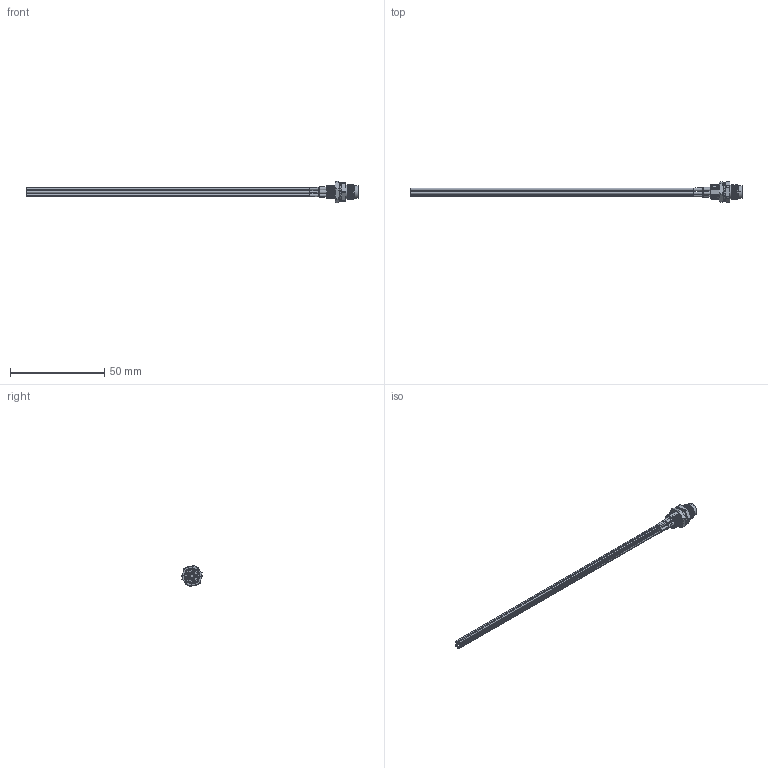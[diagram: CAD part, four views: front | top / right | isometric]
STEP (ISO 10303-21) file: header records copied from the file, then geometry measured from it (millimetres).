
FILE_DESCRIPTION (( 'STEP AP203' ), '1' );
FILE_NAME ('10-05396_revA.STEP', '2024-09-10T18:19:51', ( '' ), ( '' ), 'SwSTEP 2.0', 'SolidWorks 2021', '' );
FILE_SCHEMA (( 'CONFIG_CONTROL_DESIGN' ));
Length unit declared in the file: millimetre
Products named in the file (13): 54-00318-04___; 54-00318-01___; 54-00318; 30-01770_blunt cut; 54-00318-06___; Heat shrink; 10-05396_revA; 54-00318-05___; 30-01771_blunt cut; 30-01766_blunt cut; 54-00318-03___; 30-01763_blunt cut; 30-01764_blunt cut
Assembly tree (20 placements, depth 3):
  10-05396_revA
    54-00318
      54-00318-01___
      54-00318-06___
      54-00318-03___  x5
      54-00318-04___
      54-00318-05___
    30-01771_blunt cut
    Heat shrink  x5
    30-01764_blunt cut
    30-01766_blunt cut
    30-01763_blunt cut
    30-01770_blunt cut
Bounding box: 175.7 x 10.99 x 11.18 mm (x, y, z)
Volume: 1633.9 mm3; surface area: 20282.8 mm2
Topology: 219 solids, 219 shells, 1686 faces, 3586 edges, 2356 vertices
Faces by surface type: cylinder 1007, plane 490, bspline 78, cone 67, torus 34, sphere 10
Entity records: 65609 total; most frequent: CARTESIAN_POINT 29809, DIRECTION 7667, ORIENTED_EDGE 6448, AXIS2_PLACEMENT_3D 3299, EDGE_CURVE 3224, VERTEX_POINT 2140, EDGE_LOOP 1946, CIRCLE 1819
